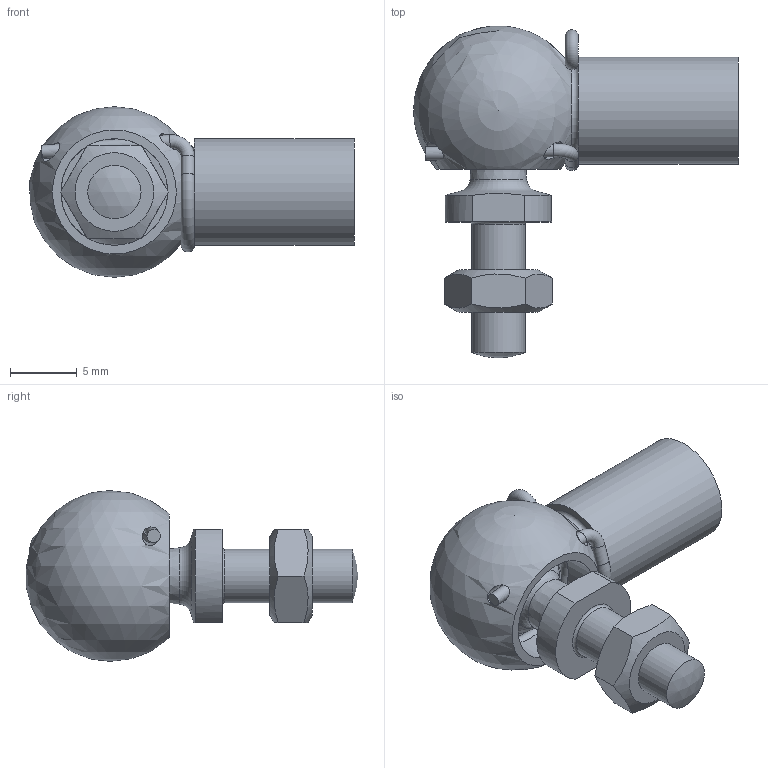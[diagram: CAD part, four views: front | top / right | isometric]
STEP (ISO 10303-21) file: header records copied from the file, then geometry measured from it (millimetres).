
FILE_DESCRIPTION((''),'2;1');
FILE_NAME('0412-WGF4M4BL.stp','2012-07-16T09:32:05',('CADNEU'),(''),'Autodesk Inventor 2012','Autodesk Inventor 2012','');
FILE_SCHEMA(('AUTOMOTIVE_DESIGN { 1 0 10303 214 1 1 1 1 }'));
Length unit declared in the file: millimetre
Products named in the file (7): WGF4M4BL; PFF5M4SBBL; Buegel_08; Sperngring-D08; KB08M4x10.2BL; DIN EN 24032 M4
Assembly tree (6 placements, depth 3):
  WGF4M4BL
    PFF5M4SBBL
      PFF5M4SBBL
      Buegel_08
      Sperngring-D08
    KB08M4x10.2BL
    DIN EN 24032 M4
Bounding box: 24.35 x 24.9 x 12.8 mm (x, y, z)
Volume: 1785.9 mm3; surface area: 2038.7 mm2
Topology: 5 solids, 5 shells, 55 faces, 111 edges, 71 vertices
Faces by surface type: plane 22, cylinder 13, cone 8, torus 8, sphere 4
Full cylindrical faces by diameter (mm): 1 x3, 1.3 x1, 3.242 x2, 4 x1, 8 x3, 10.2 x1
Entity records: 1534 total; most frequent: CARTESIAN_POINT 363, DIRECTION 232, ORIENTED_EDGE 142, AXIS2_PLACEMENT_3D 110, EDGE_LOOP 96, EDGE_CURVE 71, VERTEX_POINT 61, FACE_OUTER_BOUND 55
